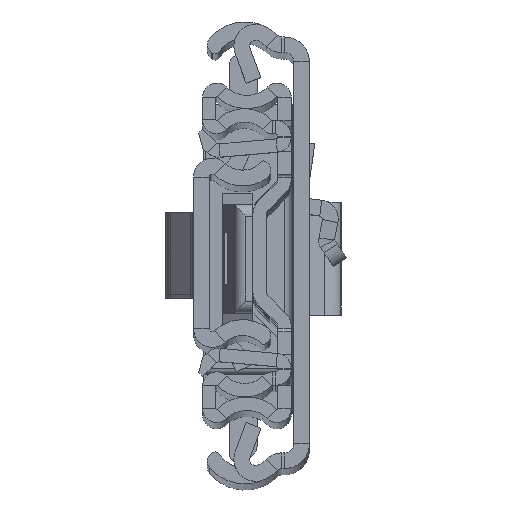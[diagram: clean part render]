
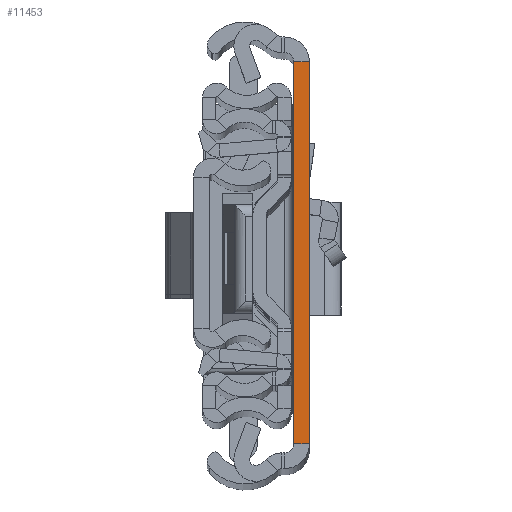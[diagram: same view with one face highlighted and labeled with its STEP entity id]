
A CAD part, top view. The second image highlights one B-rep face of the part: STEP entity #11453.
In plain terms, the highlighted planar face has unit normal (0, 0, 1).
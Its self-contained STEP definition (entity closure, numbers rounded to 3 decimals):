
#704 = ORIENTED_EDGE ( 'NONE', *, *, #8836, .T. ) ;
#1622 = CARTESIAN_POINT ( 'NONE',  ( 0., 31.5, 0. ) ) ;
#1722 = VERTEX_POINT ( 'NONE', #3752 ) ;
#1763 = LINE ( 'NONE', #4559, #12374 ) ;
#2560 = CARTESIAN_POINT ( 'NONE',  ( 2.6, -31.5, 0. ) ) ;
#3302 = DIRECTION ( 'NONE',  ( 0., 1., 0. ) ) ;
#3443 = FACE_OUTER_BOUND ( 'NONE', #14186, .T. ) ;
#3528 = DIRECTION ( 'NONE',  ( 1., 0., 0. ) ) ;
#3731 = VECTOR ( 'NONE', #3528, 1000. ) ;
#3752 = CARTESIAN_POINT ( 'NONE',  ( 0., -31.5, 0. ) ) ;
#3849 = VERTEX_POINT ( 'NONE', #15559 ) ;
#4418 = CARTESIAN_POINT ( 'NONE',  ( 0., -31.5, 0. ) ) ;
#4559 = CARTESIAN_POINT ( 'NONE',  ( 2.6, 31.5, 0. ) ) ;
#6391 = CARTESIAN_POINT ( 'NONE',  ( 2.6, -31.5, 0. ) ) ;
#7442 = AXIS2_PLACEMENT_3D ( 'NONE', #12105, #16180, #9121 ) ;
#7879 = CARTESIAN_POINT ( 'NONE',  ( 2.6, 31.5, 0. ) ) ;
#8795 = ORIENTED_EDGE ( 'NONE', *, *, #9034, .T. ) ;
#8836 = EDGE_CURVE ( 'NONE', #1722, #3849, #15044, .T. ) ;
#9034 = EDGE_CURVE ( 'NONE', #3849, #14099, #18260, .T. ) ;
#9121 = DIRECTION ( 'NONE',  ( 0., 1., 0. ) ) ;
#9629 = EDGE_CURVE ( 'NONE', #12566, #14099, #1763, .T. ) ;
#10914 = EDGE_CURVE ( 'NONE', #1722, #12566, #11505, .T. ) ;
#11453 = ADVANCED_FACE ( 'NONE', ( #3443 ), #13466, .F. ) ;
#11505 = LINE ( 'NONE', #4418, #16018 ) ;
#12105 = CARTESIAN_POINT ( 'NONE',  ( 2.6, -31.5, 0. ) ) ;
#12374 = VECTOR ( 'NONE', #13122, 1000. ) ;
#12566 = VERTEX_POINT ( 'NONE', #1622 ) ;
#12721 = ORIENTED_EDGE ( 'NONE', *, *, #10914, .F. ) ;
#13122 = DIRECTION ( 'NONE',  ( 1., 0., 0. ) ) ;
#13466 = PLANE ( 'NONE',  #7442 ) ;
#14089 = DIRECTION ( 'NONE',  ( 0., 1., 0. ) ) ;
#14099 = VERTEX_POINT ( 'NONE', #7879 ) ;
#14186 = EDGE_LOOP ( 'NONE', ( #14209, #12721, #704, #8795 ) ) ;
#14209 = ORIENTED_EDGE ( 'NONE', *, *, #9629, .F. ) ;
#15044 = LINE ( 'NONE', #6391, #3731 ) ;
#15559 = CARTESIAN_POINT ( 'NONE',  ( 2.6, -31.5, 0. ) ) ;
#15906 = VECTOR ( 'NONE', #14089, 1000. ) ;
#16018 = VECTOR ( 'NONE', #3302, 1000. ) ;
#16180 = DIRECTION ( 'NONE',  ( 0., 0., -1. ) ) ;
#18260 = LINE ( 'NONE', #2560, #15906 ) ;
